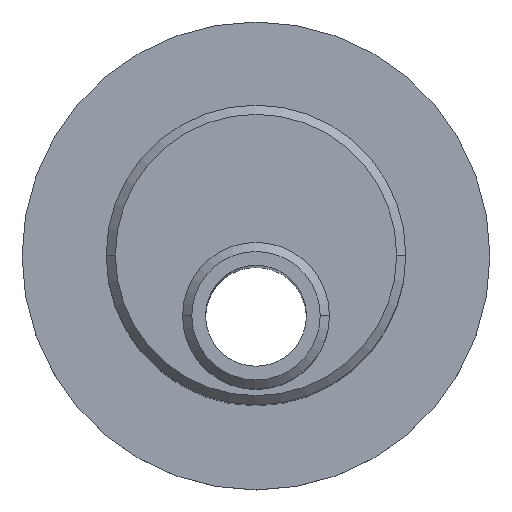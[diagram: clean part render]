
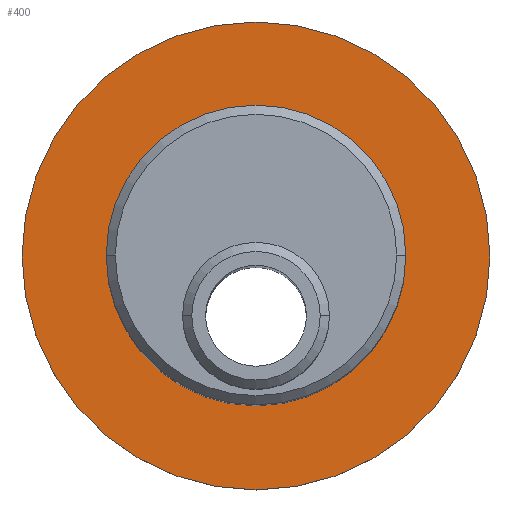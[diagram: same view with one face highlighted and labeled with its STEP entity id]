
A CAD part, top view. The second image highlights one B-rep face of the part: STEP entity #400.
In plain terms, the highlighted planar face has unit normal (0, 0, 1).
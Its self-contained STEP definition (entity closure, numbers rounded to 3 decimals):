
#31 = CIRCLE ( 'NONE', #714, 7.65 ) ;
#80 = CARTESIAN_POINT ( 'NONE',  ( 0., 2., -5.5 ) ) ;
#83 = ORIENTED_EDGE ( 'NONE', *, *, #193, .T. ) ;
#181 = ORIENTED_EDGE ( 'NONE', *, *, #1049, .T. ) ;
#193 = EDGE_CURVE ( 'NONE', #436, #585, #870, .T. ) ;
#216 = CARTESIAN_POINT ( 'NONE',  ( 0., -2.9, -5.5 ) ) ;
#221 = DIRECTION ( 'NONE',  ( 0., 0., 1. ) ) ;
#225 = PLANE ( 'NONE',  #1089 ) ;
#231 = DIRECTION ( 'NONE',  ( 0., 0., -1. ) ) ;
#325 = DIRECTION ( 'NONE',  ( 0., 1., 0. ) ) ;
#378 = CARTESIAN_POINT ( 'NONE',  ( 0., 2., -5.5 ) ) ;
#400 = ADVANCED_FACE ( 'NONE', ( #1172, #410 ), #225, .T. ) ;
#410 = FACE_OUTER_BOUND ( 'NONE', #614, .T. ) ;
#418 = CARTESIAN_POINT ( 'NONE',  ( 0., 9.65, -5.5 ) ) ;
#422 = DIRECTION ( 'NONE',  ( 0., 0., -1. ) ) ;
#434 = EDGE_CURVE ( 'NONE', #494, #1162, #521, .T. ) ;
#436 = VERTEX_POINT ( 'NONE', #216 ) ;
#494 = VERTEX_POINT ( 'NONE', #1218 ) ;
#498 = CARTESIAN_POINT ( 'NONE',  ( 0., 2., -5.5 ) ) ;
#521 = CIRCLE ( 'NONE', #858, 7.65 ) ;
#522 = DIRECTION ( 'NONE',  ( 0., 0., -1. ) ) ;
#578 = DIRECTION ( 'NONE',  ( 0., 0., -1. ) ) ;
#585 = VERTEX_POINT ( 'NONE', #914 ) ;
#595 = DIRECTION ( 'NONE',  ( 0., 1., 0. ) ) ;
#614 = EDGE_LOOP ( 'NONE', ( #919, #806 ) ) ;
#714 = AXIS2_PLACEMENT_3D ( 'NONE', #879, #231, #325 ) ;
#786 = DIRECTION ( 'NONE',  ( 1., 0., 0. ) ) ;
#806 = ORIENTED_EDGE ( 'NONE', *, *, #1156, .F. ) ;
#858 = AXIS2_PLACEMENT_3D ( 'NONE', #498, #422, #595 ) ;
#870 = CIRCLE ( 'NONE', #1133, 4.9 ) ;
#879 = CARTESIAN_POINT ( 'NONE',  ( 0., 2., -5.5 ) ) ;
#914 = CARTESIAN_POINT ( 'NONE',  ( 0., 6.9, -5.5 ) ) ;
#919 = ORIENTED_EDGE ( 'NONE', *, *, #434, .F. ) ;
#965 = CARTESIAN_POINT ( 'NONE',  ( 0., 1., -5.5 ) ) ;
#977 = EDGE_LOOP ( 'NONE', ( #181, #83 ) ) ;
#994 = CIRCLE ( 'NONE', #1097, 4.9 ) ;
#1048 = DIRECTION ( 'NONE',  ( 0., 1., 0. ) ) ;
#1049 = EDGE_CURVE ( 'NONE', #585, #436, #994, .T. ) ;
#1089 = AXIS2_PLACEMENT_3D ( 'NONE', #965, #221, #786 ) ;
#1097 = AXIS2_PLACEMENT_3D ( 'NONE', #378, #578, #1048 ) ;
#1133 = AXIS2_PLACEMENT_3D ( 'NONE', #80, #522, #1195 ) ;
#1156 = EDGE_CURVE ( 'NONE', #1162, #494, #31, .T. ) ;
#1162 = VERTEX_POINT ( 'NONE', #418 ) ;
#1172 = FACE_BOUND ( 'NONE', #977, .T. ) ;
#1195 = DIRECTION ( 'NONE',  ( 0., 1., 0. ) ) ;
#1218 = CARTESIAN_POINT ( 'NONE',  ( 0., -5.65, -5.5 ) ) ;
